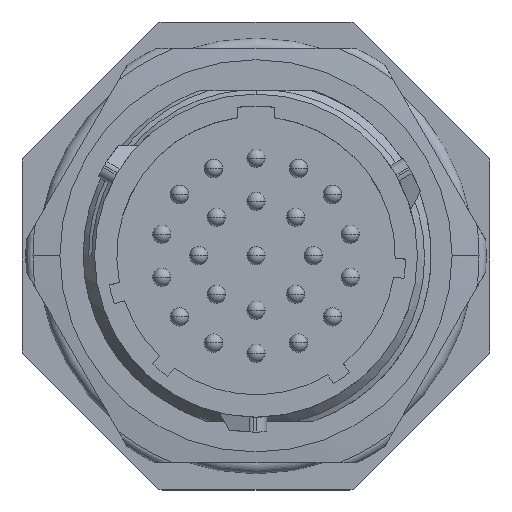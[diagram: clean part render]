
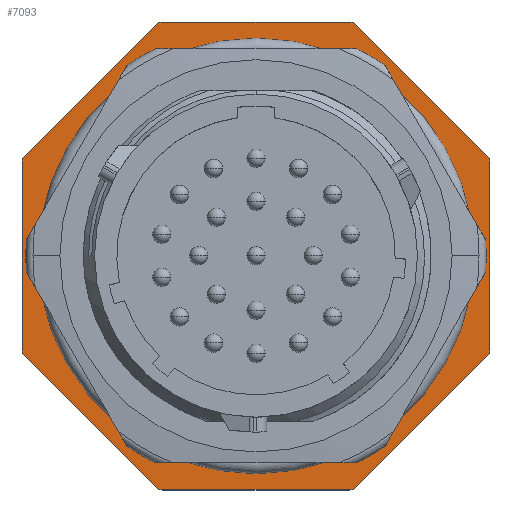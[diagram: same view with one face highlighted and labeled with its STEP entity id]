
A CAD part, top view. The second image highlights one B-rep face of the part: STEP entity #7093.
In plain terms, the highlighted planar face has unit normal (0, 0, 1).
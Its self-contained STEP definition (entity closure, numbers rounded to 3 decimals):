
#969=DIRECTION('',(0.707,-0.707,0.));
#970=VECTOR('',#969,16.477);
#971=CARTESIAN_POINT('',(8.769,20.42,1.7));
#972=LINE('',#971,#970);
#973=DIRECTION('',(0.,-1.,0.));
#974=VECTOR('',#973,16.477);
#975=CARTESIAN_POINT('',(20.64,8.239,1.7));
#976=LINE('',#975,#974);
#977=DIRECTION('',(-0.707,-0.707,0.));
#978=VECTOR('',#977,16.477);
#979=CARTESIAN_POINT('',(20.42,-8.769,1.7));
#980=LINE('',#979,#978);
#981=DIRECTION('',(-1.,0.,0.));
#982=VECTOR('',#981,16.477);
#983=CARTESIAN_POINT('',(8.239,-20.64,1.7));
#984=LINE('',#983,#982);
#985=DIRECTION('',(-0.707,0.707,0.));
#986=VECTOR('',#985,16.477);
#987=CARTESIAN_POINT('',(-8.769,-20.42,1.7));
#988=LINE('',#987,#986);
#989=DIRECTION('',(0.,1.,0.));
#990=VECTOR('',#989,16.477);
#991=CARTESIAN_POINT('',(-20.64,-8.239,1.7));
#992=LINE('',#991,#990);
#993=DIRECTION('',(0.707,0.707,0.));
#994=VECTOR('',#993,16.477);
#995=CARTESIAN_POINT('',(-20.42,8.769,1.7));
#996=LINE('',#995,#994);
#997=DIRECTION('',(1.,0.,0.));
#998=VECTOR('',#997,16.477);
#999=CARTESIAN_POINT('',(-8.239,20.64,1.7));
#1000=LINE('',#999,#998);
#1001=CARTESIAN_POINT('',(0.,0.,1.7));
#1002=DIRECTION('',(0.,0.,1.));
#1003=DIRECTION('',(-1.,0.,0.));
#1004=AXIS2_PLACEMENT_3D('',#1001,#1002,#1003);
#1006=CARTESIAN_POINT('',(0.,0.,1.7));
#1007=DIRECTION('',(0.,0.,1.));
#1008=DIRECTION('',(1.,0.,0.));
#1009=AXIS2_PLACEMENT_3D('',#1006,#1007,#1008);
#1015=CARTESIAN_POINT('',(8.239,19.89,1.7));
#1016=DIRECTION('',(0.,0.,1.));
#1017=DIRECTION('',(0.707,0.707,0.));
#1018=AXIS2_PLACEMENT_3D('',#1015,#1016,#1017);
#1065=CARTESIAN_POINT('',(-8.239,19.89,1.7));
#1066=DIRECTION('',(0.,0.,1.));
#1067=DIRECTION('',(0.,1.,0.));
#1068=AXIS2_PLACEMENT_3D('',#1065,#1066,#1067);
#1083=CARTESIAN_POINT('',(-19.89,8.239,1.7));
#1084=DIRECTION('',(0.,0.,1.));
#1085=DIRECTION('',(-0.707,0.707,0.));
#1086=AXIS2_PLACEMENT_3D('',#1083,#1084,#1085);
#1101=CARTESIAN_POINT('',(-19.89,-8.239,1.7));
#1102=DIRECTION('',(0.,0.,1.));
#1103=DIRECTION('',(-1.,0.,0.));
#1104=AXIS2_PLACEMENT_3D('',#1101,#1102,#1103);
#1119=CARTESIAN_POINT('',(-8.239,-19.89,1.7));
#1120=DIRECTION('',(0.,0.,1.));
#1121=DIRECTION('',(-0.707,-0.707,0.));
#1122=AXIS2_PLACEMENT_3D('',#1119,#1120,#1121);
#1137=CARTESIAN_POINT('',(8.239,-19.89,1.7));
#1138=DIRECTION('',(0.,0.,1.));
#1139=DIRECTION('',(0.,-1.,0.));
#1140=AXIS2_PLACEMENT_3D('',#1137,#1138,#1139);
#1155=CARTESIAN_POINT('',(19.89,-8.239,1.7));
#1156=DIRECTION('',(0.,0.,1.));
#1157=DIRECTION('',(0.707,-0.707,0.));
#1158=AXIS2_PLACEMENT_3D('',#1155,#1156,#1157);
#1173=CARTESIAN_POINT('',(19.89,8.239,1.7));
#1174=DIRECTION('',(0.,0.,1.));
#1175=DIRECTION('',(1.,0.,0.));
#1176=AXIS2_PLACEMENT_3D('',#1173,#1174,#1175);
#5055=CARTESIAN_POINT('',(8.769,20.42,1.7));
#5057=VERTEX_POINT('',#5055);
#5058=CARTESIAN_POINT('',(8.239,20.64,1.7));
#5059=VERTEX_POINT('',#5058);
#5063=CARTESIAN_POINT('',(20.64,8.239,1.7));
#5065=VERTEX_POINT('',#5063);
#5066=CARTESIAN_POINT('',(20.42,8.769,1.7));
#5067=VERTEX_POINT('',#5066);
#5071=CARTESIAN_POINT('',(20.42,-8.769,1.7));
#5073=VERTEX_POINT('',#5071);
#5074=CARTESIAN_POINT('',(20.64,-8.239,1.7));
#5075=VERTEX_POINT('',#5074);
#5079=CARTESIAN_POINT('',(-8.239,20.64,1.7));
#5081=VERTEX_POINT('',#5079);
#5082=CARTESIAN_POINT('',(-8.769,20.42,1.7));
#5083=VERTEX_POINT('',#5082);
#5087=CARTESIAN_POINT('',(8.239,-20.64,1.7));
#5089=VERTEX_POINT('',#5087);
#5090=CARTESIAN_POINT('',(8.769,-20.42,1.7));
#5091=VERTEX_POINT('',#5090);
#5095=CARTESIAN_POINT('',(-8.769,-20.42,1.7));
#5097=VERTEX_POINT('',#5095);
#5098=CARTESIAN_POINT('',(-8.239,-20.64,1.7));
#5099=VERTEX_POINT('',#5098);
#5103=CARTESIAN_POINT('',(-20.64,-8.239,1.7));
#5105=VERTEX_POINT('',#5103);
#5106=CARTESIAN_POINT('',(-20.42,-8.769,1.7));
#5107=VERTEX_POINT('',#5106);
#5111=CARTESIAN_POINT('',(-20.42,8.769,1.7));
#5113=VERTEX_POINT('',#5111);
#5114=CARTESIAN_POINT('',(-20.64,8.239,1.7));
#5115=VERTEX_POINT('',#5114);
#5363=CARTESIAN_POINT('',(-18.74,0.,1.7));
#5364=CARTESIAN_POINT('',(18.74,0.,1.7));
#5365=VERTEX_POINT('',#5363);
#5366=VERTEX_POINT('',#5364);
#7050=CARTESIAN_POINT('',(0.,0.,1.7));
#7051=DIRECTION('',(0.,0.,-1.));
#7052=DIRECTION('',(0.,-1.,0.));
#7053=AXIS2_PLACEMENT_3D('',#7050,#7051,#7052);
#7054=PLANE('',#7053);
#7056=ORIENTED_EDGE('',*,*,#7055,.F.);
#7058=ORIENTED_EDGE('',*,*,#7057,.T.);
#7060=ORIENTED_EDGE('',*,*,#7059,.F.);
#7062=ORIENTED_EDGE('',*,*,#7061,.T.);
#7064=ORIENTED_EDGE('',*,*,#7063,.F.);
#7066=ORIENTED_EDGE('',*,*,#7065,.T.);
#7068=ORIENTED_EDGE('',*,*,#7067,.F.);
#7070=ORIENTED_EDGE('',*,*,#7069,.T.);
#7072=ORIENTED_EDGE('',*,*,#7071,.F.);
#7074=ORIENTED_EDGE('',*,*,#7073,.T.);
#7076=ORIENTED_EDGE('',*,*,#7075,.F.);
#7078=ORIENTED_EDGE('',*,*,#7077,.T.);
#7080=ORIENTED_EDGE('',*,*,#7079,.F.);
#7082=ORIENTED_EDGE('',*,*,#7081,.T.);
#7084=ORIENTED_EDGE('',*,*,#7083,.F.);
#7086=ORIENTED_EDGE('',*,*,#7085,.T.);
#7087=EDGE_LOOP('',(#7056,#7058,#7060,#7062,#7064,#7066,#7068,#7070,#7072,#7074,
#7076,#7078,#7080,#7082,#7084,#7086));
#7088=FACE_OUTER_BOUND('',#7087,.F.);
#7089=ORIENTED_EDGE('',*,*,#7017,.T.);
#7090=ORIENTED_EDGE('',*,*,#7032,.T.);
#7091=EDGE_LOOP('',(#7089,#7090));
#7092=FACE_BOUND('',#7091,.F.);
#7093=ADVANCED_FACE('',(#7088,#7092),#7054,.F.);
#1005=CIRCLE('',#1004,18.74);
#1010=CIRCLE('',#1009,18.74);
#1019=CIRCLE('',#1018,0.75);
#1069=CIRCLE('',#1068,0.75);
#1087=CIRCLE('',#1086,0.75);
#1105=CIRCLE('',#1104,0.75);
#1123=CIRCLE('',#1122,0.75);
#1141=CIRCLE('',#1140,0.75);
#1159=CIRCLE('',#1158,0.75);
#1177=CIRCLE('',#1176,0.75);
#7017=EDGE_CURVE('',#5365,#5366,#1005,.T.);
#7032=EDGE_CURVE('',#5366,#5365,#1010,.T.);
#7055=EDGE_CURVE('',#5057,#5059,#1019,.T.);
#7057=EDGE_CURVE('',#5057,#5067,#972,.T.);
#7059=EDGE_CURVE('',#5065,#5067,#1177,.T.);
#7061=EDGE_CURVE('',#5065,#5075,#976,.T.);
#7063=EDGE_CURVE('',#5073,#5075,#1159,.T.);
#7065=EDGE_CURVE('',#5073,#5091,#980,.T.);
#7067=EDGE_CURVE('',#5089,#5091,#1141,.T.);
#7069=EDGE_CURVE('',#5089,#5099,#984,.T.);
#7071=EDGE_CURVE('',#5097,#5099,#1123,.T.);
#7073=EDGE_CURVE('',#5097,#5107,#988,.T.);
#7075=EDGE_CURVE('',#5105,#5107,#1105,.T.);
#7077=EDGE_CURVE('',#5105,#5115,#992,.T.);
#7079=EDGE_CURVE('',#5113,#5115,#1087,.T.);
#7081=EDGE_CURVE('',#5113,#5083,#996,.T.);
#7083=EDGE_CURVE('',#5081,#5083,#1069,.T.);
#7085=EDGE_CURVE('',#5081,#5059,#1000,.T.);
